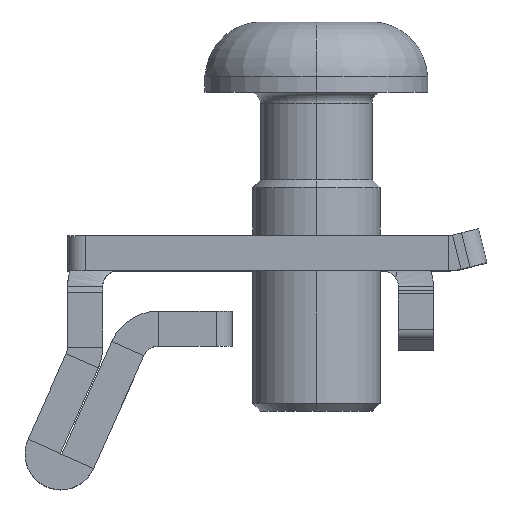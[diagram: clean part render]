
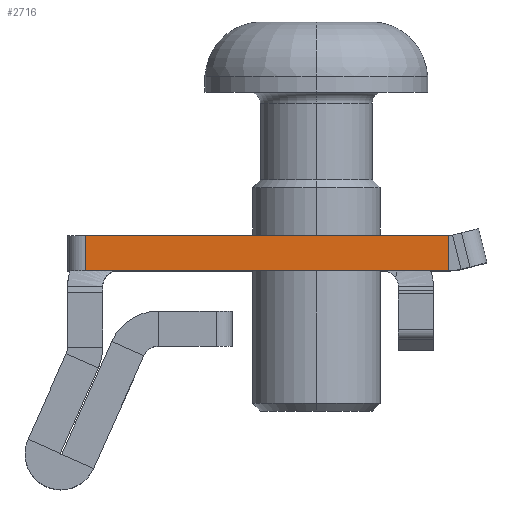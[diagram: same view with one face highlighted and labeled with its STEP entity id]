
A CAD part, top view. The second image highlights one B-rep face of the part: STEP entity #2716.
In plain terms, the highlighted planar face has unit normal (0, 0, 1).
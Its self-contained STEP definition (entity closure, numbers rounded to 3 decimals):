
#88 = VECTOR ( 'NONE', #4197, 1000. ) ;
#177 = FACE_OUTER_BOUND ( 'NONE', #926, .T. ) ;
#240 = VECTOR ( 'NONE', #4547, 1000. ) ;
#412 = AXIS2_PLACEMENT_3D ( 'NONE', #3318, #555, #1610 ) ;
#555 = DIRECTION ( 'NONE',  ( 0., 0., 1. ) ) ;
#603 = LINE ( 'NONE', #2032, #240 ) ;
#651 = LINE ( 'NONE', #2056, #88 ) ;
#739 = CARTESIAN_POINT ( 'NONE',  ( -15.6, 0., 8.6 ) ) ;
#926 = EDGE_LOOP ( 'NONE', ( #3667, #3978, #2385, #1448 ) ) ;
#1438 = CARTESIAN_POINT ( 'NONE',  ( -14.5, 2.2, 8.6 ) ) ;
#1448 = ORIENTED_EDGE ( 'NONE', *, *, #2019, .T. ) ;
#1610 = DIRECTION ( 'NONE',  ( 1., 0., 0. ) ) ;
#1843 = DIRECTION ( 'NONE',  ( 1., 0., 0. ) ) ;
#1877 = CARTESIAN_POINT ( 'NONE',  ( 8.306, 0., 8.6 ) ) ;
#2019 = EDGE_CURVE ( 'NONE', #3460, #2260, #603, .T. ) ;
#2032 = CARTESIAN_POINT ( 'NONE',  ( 8.306, 0., 8.6 ) ) ;
#2055 = EDGE_CURVE ( 'NONE', #3560, #3619, #651, .T. ) ;
#2056 = CARTESIAN_POINT ( 'NONE',  ( -14.5, 2.23, 8.6 ) ) ;
#2260 = VERTEX_POINT ( 'NONE', #2623 ) ;
#2301 = PLANE ( 'NONE',  #412 ) ;
#2385 = ORIENTED_EDGE ( 'NONE', *, *, #2533, .T. ) ;
#2460 = LINE ( 'NONE', #739, #3586 ) ;
#2532 = CARTESIAN_POINT ( 'NONE',  ( -15.6, 2.2, 8.6 ) ) ;
#2533 = EDGE_CURVE ( 'NONE', #3619, #3460, #2460, .T. ) ;
#2623 = CARTESIAN_POINT ( 'NONE',  ( 8.306, 2.2, 8.6 ) ) ;
#2635 = EDGE_CURVE ( 'NONE', #3560, #2260, #4216, .T. ) ;
#2716 = ADVANCED_FACE ( 'NONE', ( #177 ), #2301, .T. ) ;
#2763 = VECTOR ( 'NONE', #3939, 1000. ) ;
#3318 = CARTESIAN_POINT ( 'NONE',  ( 8.549, 2.23, 8.6 ) ) ;
#3460 = VERTEX_POINT ( 'NONE', #1877 ) ;
#3560 = VERTEX_POINT ( 'NONE', #1438 ) ;
#3586 = VECTOR ( 'NONE', #1843, 1000. ) ;
#3619 = VERTEX_POINT ( 'NONE', #4035 ) ;
#3667 = ORIENTED_EDGE ( 'NONE', *, *, #2635, .F. ) ;
#3939 = DIRECTION ( 'NONE',  ( 1., 0., 0. ) ) ;
#3978 = ORIENTED_EDGE ( 'NONE', *, *, #2055, .T. ) ;
#4035 = CARTESIAN_POINT ( 'NONE',  ( -14.5, 0., 8.6 ) ) ;
#4197 = DIRECTION ( 'NONE',  ( 0., -1., 0. ) ) ;
#4216 = LINE ( 'NONE', #2532, #2763 ) ;
#4547 = DIRECTION ( 'NONE',  ( 0., 1., 0. ) ) ;
